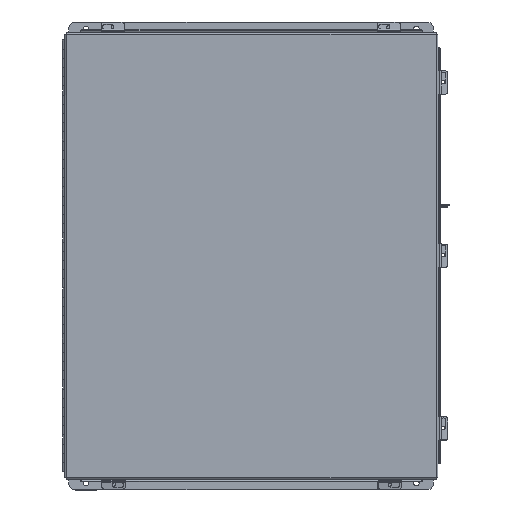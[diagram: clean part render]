
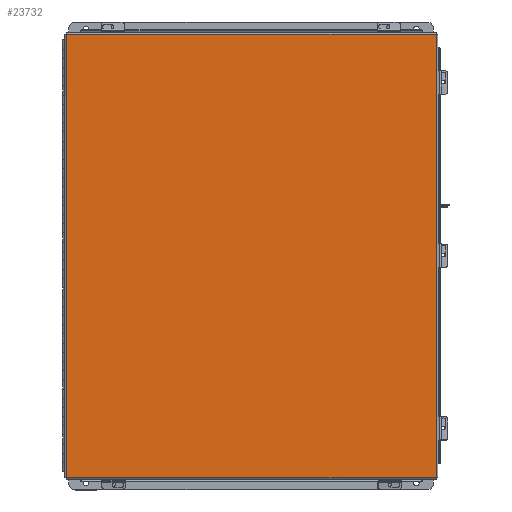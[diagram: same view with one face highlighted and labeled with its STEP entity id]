
A CAD part, top view. The second image highlights one B-rep face of the part: STEP entity #23732.
In plain terms, the highlighted face is planar.
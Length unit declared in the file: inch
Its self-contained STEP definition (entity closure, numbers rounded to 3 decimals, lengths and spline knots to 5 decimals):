
#529 = DIRECTION ( 'NONE',  ( 0., 1., 0. ) ) ;
#2960 = EDGE_CURVE ( 'NONE', #10661, #18526, #14101, .T. ) ;
#4267 = EDGE_CURVE ( 'NONE', #9548, #10661, #14738, .T. ) ;
#4303 = DIRECTION ( 'NONE',  ( -1., 0., 0. ) ) ;
#4527 = VECTOR ( 'NONE', #23488, 39.37008 ) ;
#4814 = LINE ( 'NONE', #23653, #4527 ) ;
#5584 = EDGE_LOOP ( 'NONE', ( #8224, #17267, #20916, #13606 ) ) ;
#8224 = ORIENTED_EDGE ( 'NONE', *, *, #21840, .T. ) ;
#9077 = CARTESIAN_POINT ( 'NONE',  ( 10.07448, -12.06855, -0.0747 ) ) ;
#9548 = VERTEX_POINT ( 'NONE', #12730 ) ;
#9704 = CARTESIAN_POINT ( 'NONE',  ( -10.06855, 12.06855, -0.0747 ) ) ;
#9977 = EDGE_CURVE ( 'NONE', #15449, #9548, #4814, .T. ) ;
#10541 = CARTESIAN_POINT ( 'NONE',  ( -10.06855, -12.07448, -0.0747 ) ) ;
#10661 = VERTEX_POINT ( 'NONE', #21283 ) ;
#11274 = FACE_OUTER_BOUND ( 'NONE', #5584, .T. ) ;
#12730 = CARTESIAN_POINT ( 'NONE',  ( 10.06855, -12.06855, -0.0747 ) ) ;
#13606 = ORIENTED_EDGE ( 'NONE', *, *, #2960, .T. ) ;
#13826 = VECTOR ( 'NONE', #529, 39.37008 ) ;
#14056 = AXIS2_PLACEMENT_3D ( 'NONE', #19374, #18316, #18132 ) ;
#14101 = LINE ( 'NONE', #10541, #13826 ) ;
#14694 = VECTOR ( 'NONE', #4303, 39.37008 ) ;
#14738 = LINE ( 'NONE', #9077, #14694 ) ;
#15449 = VERTEX_POINT ( 'NONE', #21656 ) ;
#17267 = ORIENTED_EDGE ( 'NONE', *, *, #9977, .T. ) ;
#18132 = DIRECTION ( 'NONE',  ( -1., 0., 0. ) ) ;
#18316 = DIRECTION ( 'NONE',  ( 0., 0., -1. ) ) ;
#18526 = VERTEX_POINT ( 'NONE', #9704 ) ;
#18725 = PLANE ( 'NONE',  #14056 ) ;
#18918 = LINE ( 'NONE', #24757, #18971 ) ;
#18971 = VECTOR ( 'NONE', #24724, 39.37008 ) ;
#19374 = CARTESIAN_POINT ( 'NONE',  ( 0., 0., -0.0747 ) ) ;
#20916 = ORIENTED_EDGE ( 'NONE', *, *, #4267, .T. ) ;
#21283 = CARTESIAN_POINT ( 'NONE',  ( -10.06855, -12.06855, -0.0747 ) ) ;
#21656 = CARTESIAN_POINT ( 'NONE',  ( 10.06855, 12.06855, -0.0747 ) ) ;
#21840 = EDGE_CURVE ( 'NONE', #18526, #15449, #18918, .T. ) ;
#23488 = DIRECTION ( 'NONE',  ( 0., -1., 0. ) ) ;
#23653 = CARTESIAN_POINT ( 'NONE',  ( 10.06855, 12.07448, -0.0747 ) ) ;
#23732 = ADVANCED_FACE ( 'NONE', ( #11274 ), #18725, .T. ) ;
#24724 = DIRECTION ( 'NONE',  ( 1., 0., 0. ) ) ;
#24757 = CARTESIAN_POINT ( 'NONE',  ( -10.07448, 12.06855, -0.0747 ) ) ;
